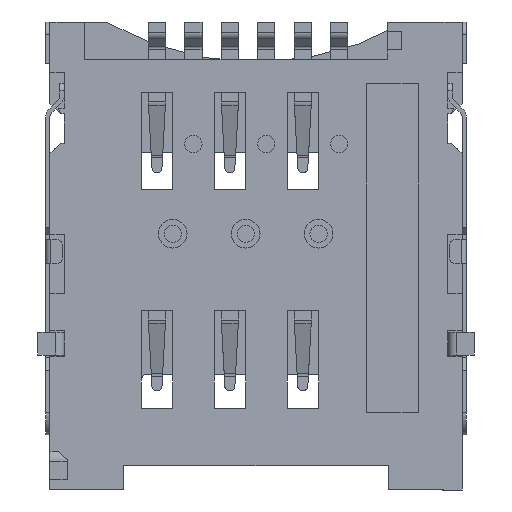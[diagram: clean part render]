
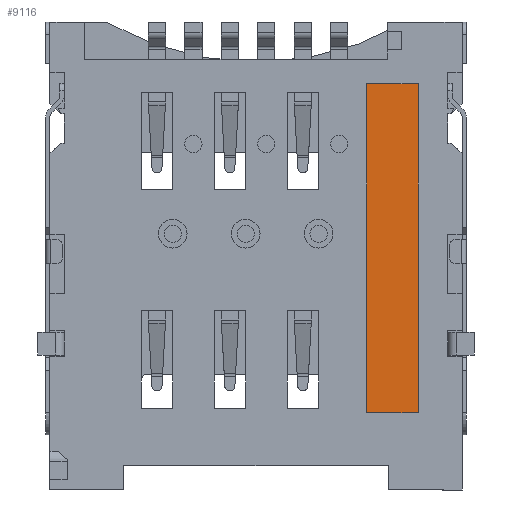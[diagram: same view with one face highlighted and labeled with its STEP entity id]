
A CAD part, front view. The second image highlights one B-rep face of the part: STEP entity #9116.
In plain terms, the highlighted planar face has unit normal (0, -1, 0).
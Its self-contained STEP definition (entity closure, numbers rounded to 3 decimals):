
#224 = LINE ( 'NONE', #9329, #3431 ) ;
#526 = VECTOR ( 'NONE', #12554, 1000. ) ;
#738 = ORIENTED_EDGE ( 'NONE', *, *, #1455, .F. ) ;
#1455 = EDGE_CURVE ( 'NONE', #6205, #5773, #4534, .T. ) ;
#1772 = CARTESIAN_POINT ( 'NONE',  ( 5.65, 0.05, -5.455 ) ) ;
#2264 = FACE_OUTER_BOUND ( 'NONE', #2419, .T. ) ;
#2365 = DIRECTION ( 'NONE',  ( 0., 1., 0. ) ) ;
#2373 = ORIENTED_EDGE ( 'NONE', *, *, #9784, .F. ) ;
#2419 = EDGE_LOOP ( 'NONE', ( #738, #15905, #14758, #2373 ) ) ;
#2899 = CARTESIAN_POINT ( 'NONE',  ( 3.85, 0.05, -5.455 ) ) ;
#2934 = DIRECTION ( 'NONE',  ( 1., 0., 0. ) ) ;
#3431 = VECTOR ( 'NONE', #2934, 1000. ) ;
#4524 = VECTOR ( 'NONE', #9196, 1000. ) ;
#4534 = LINE ( 'NONE', #9781, #526 ) ;
#4759 = DIRECTION ( 'NONE',  ( 0., 0., -1. ) ) ;
#4874 = CARTESIAN_POINT ( 'NONE',  ( 0., 0.05, 0. ) ) ;
#5773 = VERTEX_POINT ( 'NONE', #6785 ) ;
#6205 = VERTEX_POINT ( 'NONE', #6288 ) ;
#6288 = CARTESIAN_POINT ( 'NONE',  ( 3.85, 0.05, 6. ) ) ;
#6785 = CARTESIAN_POINT ( 'NONE',  ( 5.65, 0.05, 6. ) ) ;
#7074 = VECTOR ( 'NONE', #4759, 1000. ) ;
#7400 = DIRECTION ( 'NONE',  ( 0., 0., 1. ) ) ;
#7469 = LINE ( 'NONE', #13883, #7074 ) ;
#8118 = CARTESIAN_POINT ( 'NONE',  ( 3.85, 0.05, 0. ) ) ;
#9116 = ADVANCED_FACE ( 'NONE', ( #2264 ), #12706, .F. ) ;
#9196 = DIRECTION ( 'NONE',  ( 0., 0., -1. ) ) ;
#9329 = CARTESIAN_POINT ( 'NONE',  ( 0., 0.05, -5.455 ) ) ;
#9499 = AXIS2_PLACEMENT_3D ( 'NONE', #4874, #2365, #7400 ) ;
#9781 = CARTESIAN_POINT ( 'NONE',  ( 0., 0.05, 6. ) ) ;
#9784 = EDGE_CURVE ( 'NONE', #5773, #10617, #7469, .T. ) ;
#10515 = VERTEX_POINT ( 'NONE', #2899 ) ;
#10617 = VERTEX_POINT ( 'NONE', #1772 ) ;
#12554 = DIRECTION ( 'NONE',  ( 1., 0., 0. ) ) ;
#12572 = EDGE_CURVE ( 'NONE', #10515, #10617, #224, .T. ) ;
#12706 = PLANE ( 'NONE',  #9499 ) ;
#13883 = CARTESIAN_POINT ( 'NONE',  ( 5.65, 0.05, 0. ) ) ;
#14758 = ORIENTED_EDGE ( 'NONE', *, *, #12572, .T. ) ;
#14803 = LINE ( 'NONE', #8118, #4524 ) ;
#15797 = EDGE_CURVE ( 'NONE', #6205, #10515, #14803, .T. ) ;
#15905 = ORIENTED_EDGE ( 'NONE', *, *, #15797, .T. ) ;
